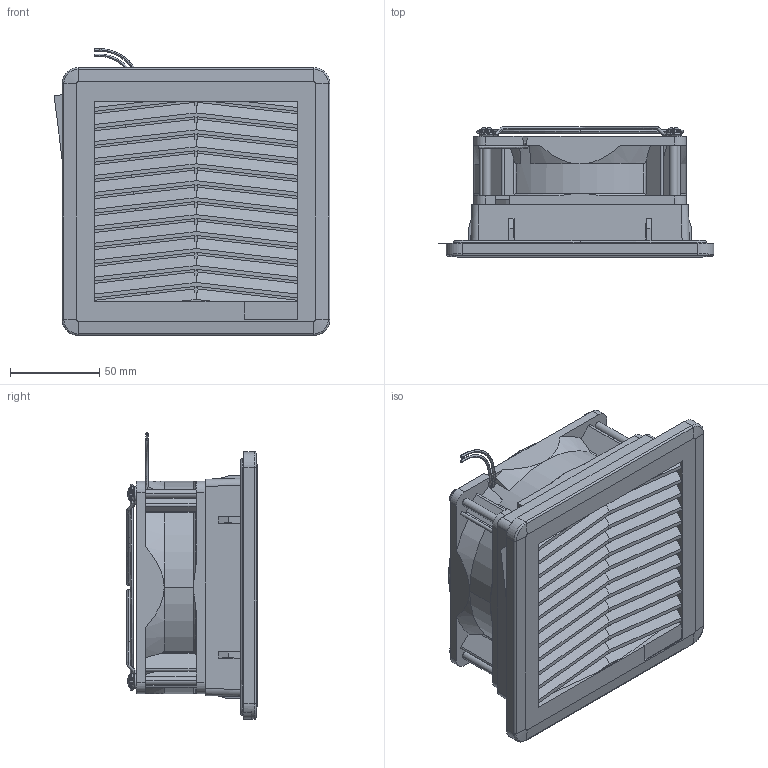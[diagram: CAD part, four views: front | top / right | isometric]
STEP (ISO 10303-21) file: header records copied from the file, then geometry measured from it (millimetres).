
FILE_DESCRIPTION((''),'2;1');
FILE_NAME('FL-4210D','2013-09-17T',('alexcam'),(''),'PRO/ENGINEER BY PARAMETRIC TECHNOLOGY CORPORATION, 2010040','PRO/ENGINEER BY PARAMETRIC TECHNOLOGY CORPORATION, 2010040','');
FILE_SCHEMA(('AUTOMOTIVE_DESIGN_CC2 { 1 2 10303 214 -1 1 5 2 }'));
Products named in the file (1): FL-4210D
Bounding box: 154.53 x 73 x 160.6 mm (x, y, z)
Volume: 58131.6 mm3; surface area: 234599.5 mm2
Topology: 11 solids, 17 shells, 1594 faces, 4424 edges, 2719 vertices
Faces by surface type: plane 796, cylinder 478, torus 114, cone 74, bspline 65, sphere 61, extrusion 6
Entity records: 91873 total; most frequent: CARTESIAN_POINT 38852, ORIENTED_EDGE 8653, DIRECTION 7798, PRESENTATION_STYLE_ASSIGNMENT 4387, STYLED_ITEM 4387, CURVE_STYLE 4370, EDGE_CURVE 4370, VERTEX_POINT 2719
